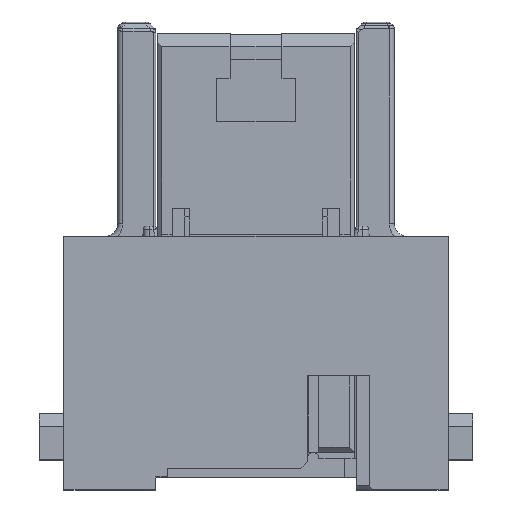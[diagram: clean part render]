
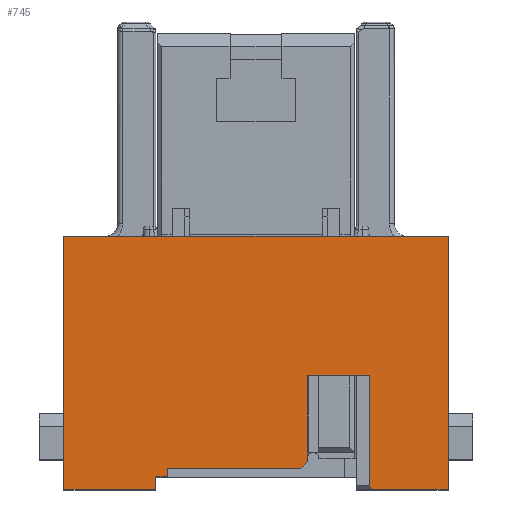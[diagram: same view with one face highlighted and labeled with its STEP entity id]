
A CAD part, top view. The second image highlights one B-rep face of the part: STEP entity #745.
In plain terms, the highlighted planar face has unit normal (0, 0, 1).
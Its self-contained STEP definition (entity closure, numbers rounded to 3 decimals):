
#745=ADVANCED_FACE('',(#1727),#1233,.T.);
#1233=PLANE('',#11549);
#1727=FACE_OUTER_BOUND('',#2336,.T.);
#2336=EDGE_LOOP('',(#4773,#4774,#4775,#4776,#4777,#4778,#4779,#4780,#4781,
#4782,#4783,#4784,#4785,#4786));
#4773=ORIENTED_EDGE('',*,*,#7841,.F.);
#4774=ORIENTED_EDGE('',*,*,#8130,.F.);
#4775=ORIENTED_EDGE('',*,*,#8131,.F.);
#4776=ORIENTED_EDGE('',*,*,#8132,.F.);
#4777=ORIENTED_EDGE('',*,*,#8133,.F.);
#4778=ORIENTED_EDGE('',*,*,#8134,.F.);
#4779=ORIENTED_EDGE('',*,*,#8135,.F.);
#4780=ORIENTED_EDGE('',*,*,#8136,.F.);
#4781=ORIENTED_EDGE('',*,*,#8137,.F.);
#4782=ORIENTED_EDGE('',*,*,#8138,.F.);
#4783=ORIENTED_EDGE('',*,*,#8139,.T.);
#4784=ORIENTED_EDGE('',*,*,#7890,.F.);
#4785=ORIENTED_EDGE('',*,*,#8123,.F.);
#4786=ORIENTED_EDGE('',*,*,#8140,.F.);
#6595=VERTEX_POINT('',#16433);
#6596=VERTEX_POINT('',#16435);
#6637=VERTEX_POINT('',#16607);
#6638=VERTEX_POINT('',#16609);
#6765=VERTEX_POINT('',#18101);
#6772=VERTEX_POINT('',#18117);
#6773=VERTEX_POINT('',#18119);
#6774=VERTEX_POINT('',#18121);
#6775=VERTEX_POINT('',#18123);
#6776=VERTEX_POINT('',#18125);
#6777=VERTEX_POINT('',#18127);
#6778=VERTEX_POINT('',#18129);
#6779=VERTEX_POINT('',#18131);
#6780=VERTEX_POINT('',#18133);
#7841=EDGE_CURVE('',#6595,#6596,#9363,.T.);
#7890=EDGE_CURVE('',#6637,#6638,#9401,.T.);
#8123=EDGE_CURVE('',#6765,#6637,#9502,.T.);
#8130=EDGE_CURVE('',#6772,#6595,#9509,.T.);
#8131=EDGE_CURVE('',#6773,#6772,#9510,.T.);
#8132=EDGE_CURVE('',#6774,#6773,#9511,.T.);
#8133=EDGE_CURVE('',#6775,#6774,#9512,.T.);
#8134=EDGE_CURVE('',#6776,#6775,#9513,.T.);
#8135=EDGE_CURVE('',#6777,#6776,#9514,.T.);
#8136=EDGE_CURVE('',#6778,#6777,#9515,.T.);
#8137=EDGE_CURVE('',#6779,#6778,#9516,.T.);
#8138=EDGE_CURVE('',#6780,#6779,#9517,.T.);
#8139=EDGE_CURVE('',#6780,#6638,#9518,.T.);
#8140=EDGE_CURVE('',#6596,#6765,#9519,.T.);
#9363=LINE('',#16434,#10618);
#9401=LINE('',#16608,#10656);
#9502=LINE('',#18102,#10757);
#9509=LINE('',#18116,#10764);
#9510=LINE('',#18118,#10765);
#9511=LINE('',#18120,#10766);
#9512=LINE('',#18122,#10767);
#9513=LINE('',#18124,#10768);
#9514=LINE('',#18126,#10769);
#9515=LINE('',#18128,#10770);
#9516=LINE('',#18130,#10771);
#9517=LINE('',#18132,#10772);
#9518=LINE('',#18134,#10773);
#9519=LINE('',#18135,#10774);
#10618=VECTOR('',#13205,1.);
#10656=VECTOR('',#13259,1.);
#10757=VECTOR('',#13628,1.);
#10764=VECTOR('',#13637,1.);
#10765=VECTOR('',#13638,1.);
#10766=VECTOR('',#13639,1.);
#10767=VECTOR('',#13640,1.);
#10768=VECTOR('',#13641,1.);
#10769=VECTOR('',#13642,1.);
#10770=VECTOR('',#13643,1.);
#10771=VECTOR('',#13644,1.);
#10772=VECTOR('',#13645,1.);
#10773=VECTOR('',#13646,1.);
#10774=VECTOR('',#13647,1.);
#11549=AXIS2_PLACEMENT_3D('',#18136,#13648,#13649);
#13205=DIRECTION('',(0.,-1.,0.));
#13259=DIRECTION('',(1.,0.,0.));
#13628=DIRECTION('',(0.,1.,0.));
#13637=DIRECTION('',(-1.,0.,0.));
#13638=DIRECTION('',(0.,-1.,0.));
#13639=DIRECTION('',(-1.,0.,0.));
#13640=DIRECTION('',(-0.707,-0.707,0.));
#13641=DIRECTION('',(0.,-1.,0.));
#13642=DIRECTION('',(-1.,0.,0.));
#13643=DIRECTION('',(0.,1.,0.));
#13644=DIRECTION('',(-0.707,0.707,0.));
#13645=DIRECTION('',(-1.,0.,0.));
#13646=DIRECTION('',(0.,1.,0.));
#13647=DIRECTION('',(-1.,0.,0.));
#13648=DIRECTION('',(0.,0.,1.));
#13649=DIRECTION('',(0.,1.,0.));
#16433=CARTESIAN_POINT('',(-7.9,-1.95,7.524));
#16434=CARTESIAN_POINT('',(-7.9,-1.95,7.524));
#16435=CARTESIAN_POINT('',(-7.9,-2.95,7.524));
#16607=CARTESIAN_POINT('',(-15.15,17.05,7.524));
#16608=CARTESIAN_POINT('',(-15.15,17.05,7.524));
#16609=CARTESIAN_POINT('',(15.15,17.05,7.524));
#18101=CARTESIAN_POINT('',(-15.15,-2.95,7.524));
#18102=CARTESIAN_POINT('',(-15.15,-2.95,7.524));
#18116=CARTESIAN_POINT('',(-7.,-1.95,7.524));
#18117=CARTESIAN_POINT('',(-7.,-1.95,7.524));
#18118=CARTESIAN_POINT('',(-7.,-1.25,7.524));
#18119=CARTESIAN_POINT('',(-7.,-1.25,7.524));
#18120=CARTESIAN_POINT('',(3.54,-1.25,7.524));
#18121=CARTESIAN_POINT('',(3.54,-1.25,7.524));
#18122=CARTESIAN_POINT('',(4.04,-0.75,7.524));
#18123=CARTESIAN_POINT('',(4.04,-0.75,7.524));
#18124=CARTESIAN_POINT('',(4.04,6.05,7.524));
#18125=CARTESIAN_POINT('',(4.04,6.05,7.524));
#18126=CARTESIAN_POINT('',(8.94,6.05,7.524));
#18127=CARTESIAN_POINT('',(8.94,6.05,7.524));
#18128=CARTESIAN_POINT('',(8.94,-2.65,7.524));
#18129=CARTESIAN_POINT('',(8.94,-2.65,7.524));
#18130=CARTESIAN_POINT('',(9.24,-2.95,7.524));
#18131=CARTESIAN_POINT('',(9.24,-2.95,7.524));
#18132=CARTESIAN_POINT('',(15.15,-2.95,7.524));
#18133=CARTESIAN_POINT('',(15.15,-2.95,7.524));
#18134=CARTESIAN_POINT('',(15.15,-2.95,7.524));
#18135=CARTESIAN_POINT('',(-7.9,-2.95,7.524));
#18136=CARTESIAN_POINT('',(0.,17.05,7.524));
